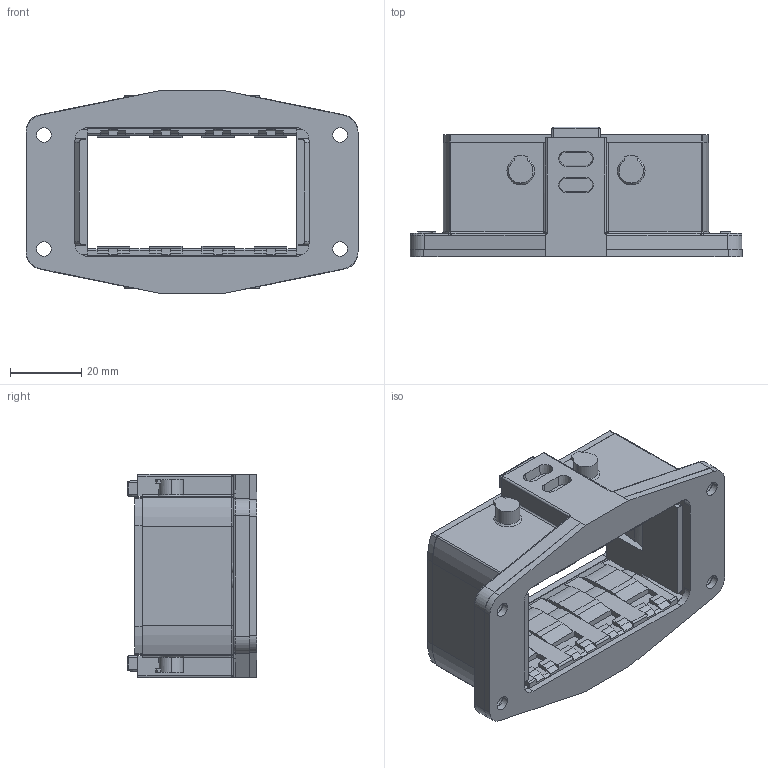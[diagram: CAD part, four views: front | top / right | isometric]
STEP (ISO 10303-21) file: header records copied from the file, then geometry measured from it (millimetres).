
FILE_DESCRIPTION((''),'2;1');
FILE_NAME('BK','2022-06-30T',('lj.zou'),(''),'PRO/ENGINEER BY PARAMETRIC TECHNOLOGY CORPORATION, 2012480','PRO/ENGINEER BY PARAMETRIC TECHNOLOGY CORPORATION, 2012480','');
FILE_SCHEMA(('CONFIG_CONTROL_DESIGN'));
Length unit declared in the file: millimetre
Products named in the file (1): BK
Bounding box: 93 x 36.3 x 57 mm (x, y, z)
Volume: 56654.8 mm3; surface area: 25551.6 mm2
Topology: 1 solids, 5 shells, 648 faces, 1774 edges, 1142 vertices
Faces by surface type: plane 393, cylinder 176, cone 28, bspline 20, sphere 12, torus 12, extrusion 7
Entity records: 21609 total; most frequent: CARTESIAN_POINT 5055, ORIENTED_EDGE 3524, DIRECTION 3221, EDGE_CURVE 1762, VECTOR 1223, LINE 1216, VERTEX_POINT 1142, AXIS2_PLACEMENT_3D 999
